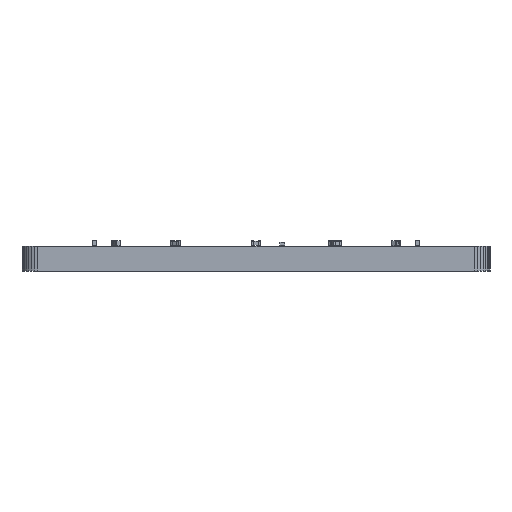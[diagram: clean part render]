
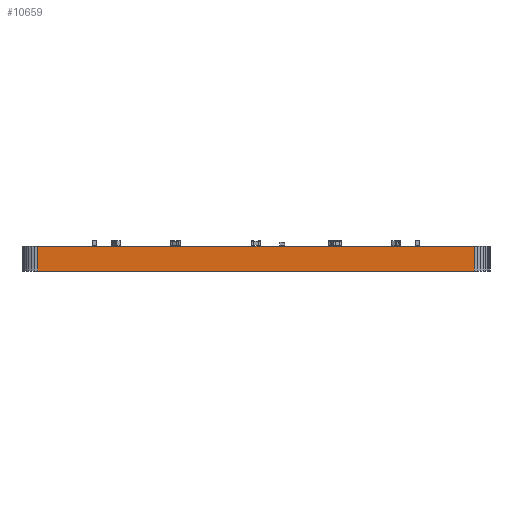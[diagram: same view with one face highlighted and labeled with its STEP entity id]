
A CAD part, left-side view. The second image highlights one B-rep face of the part: STEP entity #10659.
In plain terms, the highlighted planar face has unit normal (-1, 0, 0).
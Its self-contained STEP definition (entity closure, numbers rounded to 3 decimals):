
#4098 = PLANE('',#4099);
#4099 = AXIS2_PLACEMENT_3D('',#4100,#4101,#4102);
#4100 = CARTESIAN_POINT('',(0.,0.,1.58));
#4101 = DIRECTION('',(-0.,-0.,-1.));
#4102 = DIRECTION('',(-1.,0.,0.));
#4152 = PLANE('',#4153);
#4153 = AXIS2_PLACEMENT_3D('',#4154,#4155,#4156);
#4154 = CARTESIAN_POINT('',(0.,0.,0.));
#4155 = DIRECTION('',(-0.,-0.,-1.));
#4156 = DIRECTION('',(-1.,0.,0.));
#4933 = VERTEX_POINT('',#4934);
#4934 = CARTESIAN_POINT('',(-15.,-14.,0.));
#4948 = PLANE('',#4949);
#4949 = AXIS2_PLACEMENT_3D('',#4950,#4951,#4952);
#4950 = CARTESIAN_POINT('',(-14.981,-14.195,0.));
#4951 = DIRECTION('',(-0.995,-0.098,0.));
#4952 = DIRECTION('',(-0.098,0.995,0.));
#4960 = EDGE_CURVE('',#4933,#4961,#4963,.T.);
#4961 = VERTEX_POINT('',#4962);
#4962 = CARTESIAN_POINT('',(-15.,14.,0.));
#4963 = SURFACE_CURVE('',#4964,(#4968,#4975),.PCURVE_S1.);
#4964 = LINE('',#4965,#4966);
#4965 = CARTESIAN_POINT('',(-15.,-14.,0.));
#4966 = VECTOR('',#4967,1.);
#4967 = DIRECTION('',(0.,1.,0.));
#4968 = PCURVE('',#4152,#4969);
#4969 = DEFINITIONAL_REPRESENTATION('',(#4970),#4974);
#4970 = LINE('',#4971,#4972);
#4971 = CARTESIAN_POINT('',(15.,-14.));
#4972 = VECTOR('',#4973,1.);
#4973 = DIRECTION('',(0.,1.));
#4974 = ( GEOMETRIC_REPRESENTATION_CONTEXT(2) 
PARAMETRIC_REPRESENTATION_CONTEXT() REPRESENTATION_CONTEXT('2D SPACE',''
  ) );
#4975 = PCURVE('',#4976,#4981);
#4976 = PLANE('',#4977);
#4977 = AXIS2_PLACEMENT_3D('',#4978,#4979,#4980);
#4978 = CARTESIAN_POINT('',(-15.,-14.,0.));
#4979 = DIRECTION('',(-1.,0.,0.));
#4980 = DIRECTION('',(0.,1.,0.));
#4981 = DEFINITIONAL_REPRESENTATION('',(#4982),#4986);
#4982 = LINE('',#4983,#4984);
#4983 = CARTESIAN_POINT('',(0.,0.));
#4984 = VECTOR('',#4985,1.);
#4985 = DIRECTION('',(1.,0.));
#4986 = ( GEOMETRIC_REPRESENTATION_CONTEXT(2) 
PARAMETRIC_REPRESENTATION_CONTEXT() REPRESENTATION_CONTEXT('2D SPACE',''
  ) );
#5004 = PLANE('',#5005);
#5005 = AXIS2_PLACEMENT_3D('',#5006,#5007,#5008);
#5006 = CARTESIAN_POINT('',(-15.,14.,0.));
#5007 = DIRECTION('',(-0.995,0.098,0.));
#5008 = DIRECTION('',(0.098,0.995,0.));
#8037 = VERTEX_POINT('',#8038);
#8038 = CARTESIAN_POINT('',(-15.,-14.,1.58));
#8059 = EDGE_CURVE('',#8037,#8060,#8062,.T.);
#8060 = VERTEX_POINT('',#8061);
#8061 = CARTESIAN_POINT('',(-15.,14.,1.58));
#8062 = SURFACE_CURVE('',#8063,(#8067,#8074),.PCURVE_S1.);
#8063 = LINE('',#8064,#8065);
#8064 = CARTESIAN_POINT('',(-15.,-14.,1.58));
#8065 = VECTOR('',#8066,1.);
#8066 = DIRECTION('',(0.,1.,0.));
#8067 = PCURVE('',#4098,#8068);
#8068 = DEFINITIONAL_REPRESENTATION('',(#8069),#8073);
#8069 = LINE('',#8070,#8071);
#8070 = CARTESIAN_POINT('',(15.,-14.));
#8071 = VECTOR('',#8072,1.);
#8072 = DIRECTION('',(0.,1.));
#8073 = ( GEOMETRIC_REPRESENTATION_CONTEXT(2) 
PARAMETRIC_REPRESENTATION_CONTEXT() REPRESENTATION_CONTEXT('2D SPACE',''
  ) );
#8074 = PCURVE('',#4976,#8075);
#8075 = DEFINITIONAL_REPRESENTATION('',(#8076),#8080);
#8076 = LINE('',#8077,#8078);
#8077 = CARTESIAN_POINT('',(0.,-1.58));
#8078 = VECTOR('',#8079,1.);
#8079 = DIRECTION('',(1.,0.));
#8080 = ( GEOMETRIC_REPRESENTATION_CONTEXT(2) 
PARAMETRIC_REPRESENTATION_CONTEXT() REPRESENTATION_CONTEXT('2D SPACE',''
  ) );
#10609 = EDGE_CURVE('',#4961,#8060,#10610,.T.);
#10610 = SURFACE_CURVE('',#10611,(#10615,#10622),.PCURVE_S1.);
#10611 = LINE('',#10612,#10613);
#10612 = CARTESIAN_POINT('',(-15.,14.,0.));
#10613 = VECTOR('',#10614,1.);
#10614 = DIRECTION('',(0.,0.,1.));
#10615 = PCURVE('',#5004,#10616);
#10616 = DEFINITIONAL_REPRESENTATION('',(#10617),#10621);
#10617 = LINE('',#10618,#10619);
#10618 = CARTESIAN_POINT('',(0.,0.));
#10619 = VECTOR('',#10620,1.);
#10620 = DIRECTION('',(0.,-1.));
#10621 = ( GEOMETRIC_REPRESENTATION_CONTEXT(2) 
PARAMETRIC_REPRESENTATION_CONTEXT() REPRESENTATION_CONTEXT('2D SPACE',''
  ) );
#10622 = PCURVE('',#4976,#10623);
#10623 = DEFINITIONAL_REPRESENTATION('',(#10624),#10628);
#10624 = LINE('',#10625,#10626);
#10625 = CARTESIAN_POINT('',(28.,0.));
#10626 = VECTOR('',#10627,1.);
#10627 = DIRECTION('',(0.,-1.));
#10628 = ( GEOMETRIC_REPRESENTATION_CONTEXT(2) 
PARAMETRIC_REPRESENTATION_CONTEXT() REPRESENTATION_CONTEXT('2D SPACE',''
  ) );
#10659 = ADVANCED_FACE('',(#10660),#4976,.T.);
#10660 = FACE_BOUND('',#10661,.T.);
#10661 = EDGE_LOOP('',(#10662,#10683,#10684,#10685));
#10662 = ORIENTED_EDGE('',*,*,#10663,.T.);
#10663 = EDGE_CURVE('',#4933,#8037,#10664,.T.);
#10664 = SURFACE_CURVE('',#10665,(#10669,#10676),.PCURVE_S1.);
#10665 = LINE('',#10666,#10667);
#10666 = CARTESIAN_POINT('',(-15.,-14.,0.));
#10667 = VECTOR('',#10668,1.);
#10668 = DIRECTION('',(0.,0.,1.));
#10669 = PCURVE('',#4976,#10670);
#10670 = DEFINITIONAL_REPRESENTATION('',(#10671),#10675);
#10671 = LINE('',#10672,#10673);
#10672 = CARTESIAN_POINT('',(0.,0.));
#10673 = VECTOR('',#10674,1.);
#10674 = DIRECTION('',(0.,-1.));
#10675 = ( GEOMETRIC_REPRESENTATION_CONTEXT(2) 
PARAMETRIC_REPRESENTATION_CONTEXT() REPRESENTATION_CONTEXT('2D SPACE',''
  ) );
#10676 = PCURVE('',#4948,#10677);
#10677 = DEFINITIONAL_REPRESENTATION('',(#10678),#10682);
#10678 = LINE('',#10679,#10680);
#10679 = CARTESIAN_POINT('',(0.196,0.));
#10680 = VECTOR('',#10681,1.);
#10681 = DIRECTION('',(0.,-1.));
#10682 = ( GEOMETRIC_REPRESENTATION_CONTEXT(2) 
PARAMETRIC_REPRESENTATION_CONTEXT() REPRESENTATION_CONTEXT('2D SPACE',''
  ) );
#10683 = ORIENTED_EDGE('',*,*,#8059,.T.);
#10684 = ORIENTED_EDGE('',*,*,#10609,.F.);
#10685 = ORIENTED_EDGE('',*,*,#4960,.F.);
